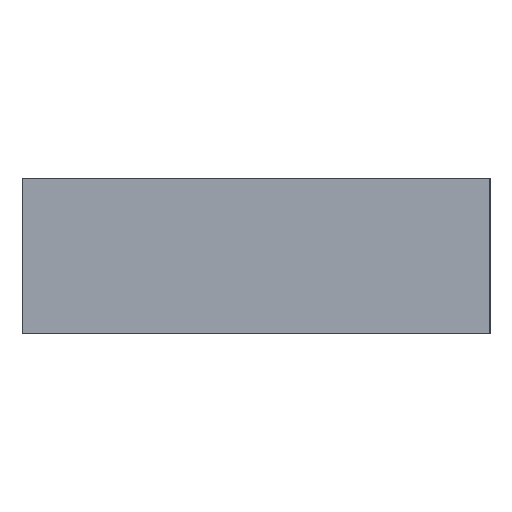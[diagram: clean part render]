
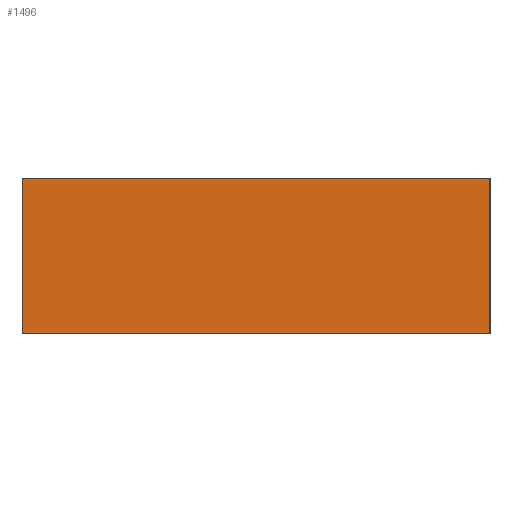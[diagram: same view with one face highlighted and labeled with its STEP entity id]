
A CAD part, left-side view. The second image highlights one B-rep face of the part: STEP entity #1496.
In plain terms, the highlighted planar face has unit normal (-1, 0, 0).
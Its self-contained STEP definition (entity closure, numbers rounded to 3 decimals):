
#88 = LINE ( 'NONE', #395, #1272 ) ;
#92 = EDGE_LOOP ( 'NONE', ( #763, #762, #734, #640 ) ) ;
#179 = CARTESIAN_POINT ( 'NONE',  ( 0., 0., 2. ) ) ;
#200 = VERTEX_POINT ( 'NONE', #179 ) ;
#326 = DIRECTION ( 'NONE',  ( 1., 0., 0. ) ) ;
#371 = VERTEX_POINT ( 'NONE', #1378 ) ;
#395 = CARTESIAN_POINT ( 'NONE',  ( 0., 0., 0. ) ) ;
#405 = EDGE_CURVE ( 'NONE', #827, #200, #603, .T. ) ;
#424 = DIRECTION ( 'NONE',  ( 0., -1., 0. ) ) ;
#603 = LINE ( 'NONE', #1494, #1765 ) ;
#609 = LINE ( 'NONE', #1954, #1441 ) ;
#640 = ORIENTED_EDGE ( 'NONE', *, *, #1201, .T. ) ;
#645 = AXIS2_PLACEMENT_3D ( 'NONE', #1252, #326, #1409 ) ;
#734 = ORIENTED_EDGE ( 'NONE', *, *, #405, .F. ) ;
#762 = ORIENTED_EDGE ( 'NONE', *, *, #1052, .F. ) ;
#763 = ORIENTED_EDGE ( 'NONE', *, *, #888, .T. ) ;
#827 = VERTEX_POINT ( 'NONE', #1055 ) ;
#888 = EDGE_CURVE ( 'NONE', #371, #1205, #88, .T. ) ;
#1052 = EDGE_CURVE ( 'NONE', #200, #1205, #1266, .T. ) ;
#1055 = CARTESIAN_POINT ( 'NONE',  ( 0., 6., 2. ) ) ;
#1174 = PLANE ( 'NONE',  #645 ) ;
#1201 = EDGE_CURVE ( 'NONE', #827, #371, #609, .T. ) ;
#1205 = VERTEX_POINT ( 'NONE', #1509 ) ;
#1252 = CARTESIAN_POINT ( 'NONE',  ( 0., 0., 2. ) ) ;
#1266 = LINE ( 'NONE', #1812, #1608 ) ;
#1272 = VECTOR ( 'NONE', #424, 1000. ) ;
#1378 = CARTESIAN_POINT ( 'NONE',  ( 0., 6., 0. ) ) ;
#1409 = DIRECTION ( 'NONE',  ( 0., 0., -1. ) ) ;
#1441 = VECTOR ( 'NONE', #1780, 1000. ) ;
#1494 = CARTESIAN_POINT ( 'NONE',  ( 0., 0., 2. ) ) ;
#1496 = ADVANCED_FACE ( 'NONE', ( #1705 ), #1174, .F. ) ;
#1509 = CARTESIAN_POINT ( 'NONE',  ( 0., 0., 0. ) ) ;
#1524 = DIRECTION ( 'NONE',  ( 0., -1., 0. ) ) ;
#1608 = VECTOR ( 'NONE', #1826, 1000. ) ;
#1705 = FACE_OUTER_BOUND ( 'NONE', #92, .T. ) ;
#1765 = VECTOR ( 'NONE', #1524, 1000. ) ;
#1780 = DIRECTION ( 'NONE',  ( 0., 0., -1. ) ) ;
#1812 = CARTESIAN_POINT ( 'NONE',  ( 0., 0., 2. ) ) ;
#1826 = DIRECTION ( 'NONE',  ( 0., 0., -1. ) ) ;
#1954 = CARTESIAN_POINT ( 'NONE',  ( 0., 6., 2. ) ) ;
